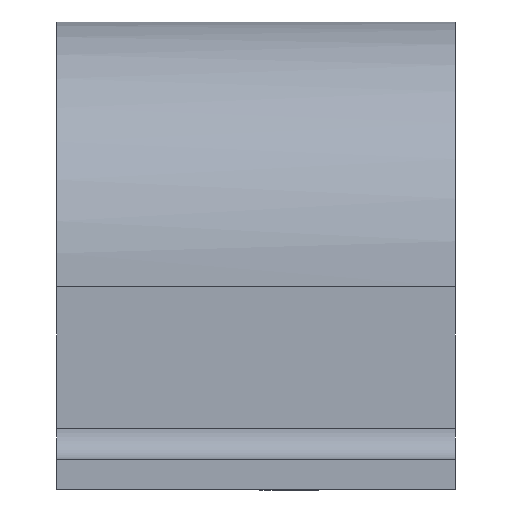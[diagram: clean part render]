
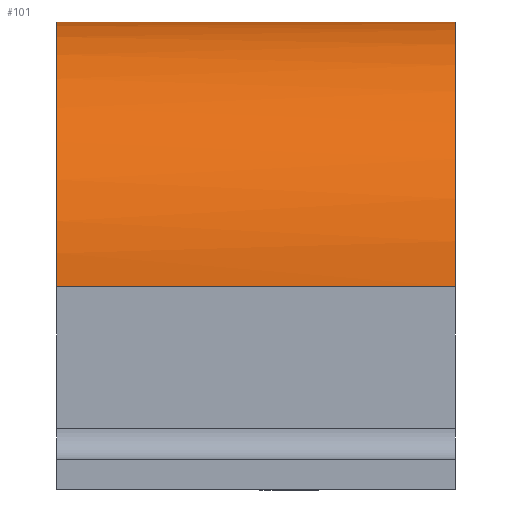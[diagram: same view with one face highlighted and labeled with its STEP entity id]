
A CAD part, left-side view. The second image highlights one B-rep face of the part: STEP entity #101.
In plain terms, the highlighted free-form (B-spline) face has degree [3, 1] with [4, 2] control points.
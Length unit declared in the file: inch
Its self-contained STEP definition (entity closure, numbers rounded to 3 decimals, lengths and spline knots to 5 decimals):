
#101=ADVANCED_FACE('',(#202),#203,.T.);
#202=FACE_OUTER_BOUND('',#381,.T.);
#203=B_SPLINE_SURFACE_WITH_KNOTS('',3,1,((#382,#383),(#384,#385),(#386,#387),(#388,#389)),.UNSPECIFIED.,.F.,.F.,.F.,(4,4),(2,2),(0.0,1.0),(0.0,1.625),.UNSPECIFIED.);
#381=EDGE_LOOP('',(#618,#619,#620,#621));
#382=CARTESIAN_POINT('',(1.95315,1.625,1.90626));
#383=CARTESIAN_POINT('',(1.95315,0.,1.90626));
#384=CARTESIAN_POINT('',(1.3577,1.625,1.90626));
#385=CARTESIAN_POINT('',(1.3577,0.,1.90626));
#386=CARTESIAN_POINT('',(0.87499,1.625,1.42357));
#387=CARTESIAN_POINT('',(0.87499,0.,1.42357));
#388=CARTESIAN_POINT('',(0.87499,1.625,0.82814));
#389=CARTESIAN_POINT('',(0.87499,0.,0.82814));
#618=ORIENTED_EDGE('',*,*,#699,.T.);
#619=ORIENTED_EDGE('',*,*,#747,.F.);
#620=ORIENTED_EDGE('',*,*,#676,.T.);
#621=ORIENTED_EDGE('',*,*,#742,.T.);
#676=EDGE_CURVE('',#804,#802,#805,.T.);
#699=EDGE_CURVE('',#846,#844,#847,.T.);
#742=EDGE_CURVE('',#802,#846,#901,.T.);
#747=EDGE_CURVE('',#804,#844,#906,.T.);
#802=VERTEX_POINT('',#1007);
#804=VERTEX_POINT('',#1010);
#805=B_SPLINE_CURVE_WITH_KNOTS('',3,(#1011,#1012,#1013,#1014),.UNSPECIFIED.,.F.,.F.,(4,4),(0.0,1.0),.UNSPECIFIED.);
#844=VERTEX_POINT('',#1086);
#846=VERTEX_POINT('',#1091);
#847=B_SPLINE_CURVE_WITH_KNOTS('',3,(#1092,#1093,#1094,#1095),.UNSPECIFIED.,.F.,.F.,(4,4),(-1.0,-0.0),.UNSPECIFIED.);
#901=LINE('',#1198,#1199);
#906=LINE('',#1206,#1207);
#1007=CARTESIAN_POINT('',(0.87499,1.625,0.82814));
#1010=CARTESIAN_POINT('',(1.95315,1.625,1.90626));
#1011=CARTESIAN_POINT('',(1.95315,1.625,1.90626));
#1012=CARTESIAN_POINT('',(1.3577,1.625,1.90626));
#1013=CARTESIAN_POINT('',(0.87499,1.625,1.42357));
#1014=CARTESIAN_POINT('',(0.87499,1.625,0.82814));
#1086=CARTESIAN_POINT('',(1.95315,0.,1.90626));
#1091=CARTESIAN_POINT('',(0.87499,0.,0.82814));
#1092=CARTESIAN_POINT('',(0.87499,0.,0.82814));
#1093=CARTESIAN_POINT('',(0.87499,0.,1.42357));
#1094=CARTESIAN_POINT('',(1.3577,0.,1.90626));
#1095=CARTESIAN_POINT('',(1.95315,0.,1.90626));
#1198=CARTESIAN_POINT('',(0.87499,1.625,0.82814));
#1199=VECTOR('',#1254,1.0);
#1206=CARTESIAN_POINT('',(1.95315,1.625,1.90626));
#1207=VECTOR('',#1257,1.0);
#1254=DIRECTION('',(0.0,-1.0,0.0));
#1257=DIRECTION('',(0.0,-1.0,0.0));
